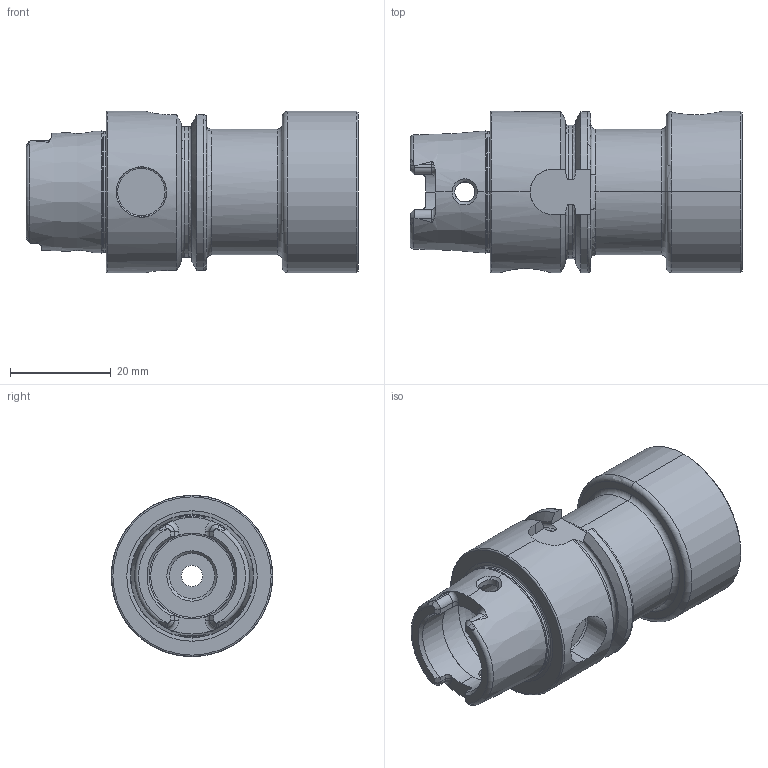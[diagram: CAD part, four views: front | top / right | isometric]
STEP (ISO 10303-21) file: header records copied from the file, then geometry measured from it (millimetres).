
FILE_DESCRIPTION (( 'STEP AP203' ), '1' );
FILE_NAME ('102.032.321.STEP', '2018-03-09T10:54:16', ( 'SWIAdmin' ), ( 'Hewlett-Packard Company' ), 'SwSTEP 2.0', 'SolidWorks 2017', '' );
FILE_SCHEMA (( 'CONFIG_CONTROL_DESIGN' ));
Length unit declared in the file: millimetre
Products named in the file (1): 102.032.321
Bounding box: 65.9 x 32 x 32 mm (x, y, z)
Volume: 27886.3 mm3; surface area: 11231.9 mm2
Topology: 1 solids, 1 shells, 205 faces, 533 edges, 332 vertices
Faces by surface type: cylinder 66, plane 60, torus 38, cone 36, bspline 5
Entity records: 7645 total; most frequent: CARTESIAN_POINT 2645, ORIENTED_EDGE 1066, DIRECTION 1022, EDGE_CURVE 533, AXIS2_PLACEMENT_3D 424, VERTEX_POINT 332, CIRCLE 223, EDGE_LOOP 215
